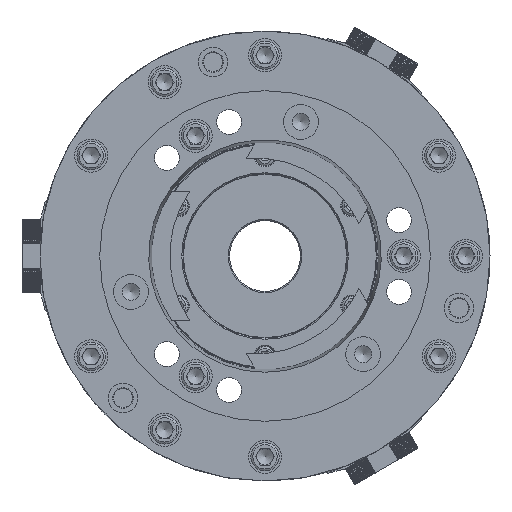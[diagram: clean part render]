
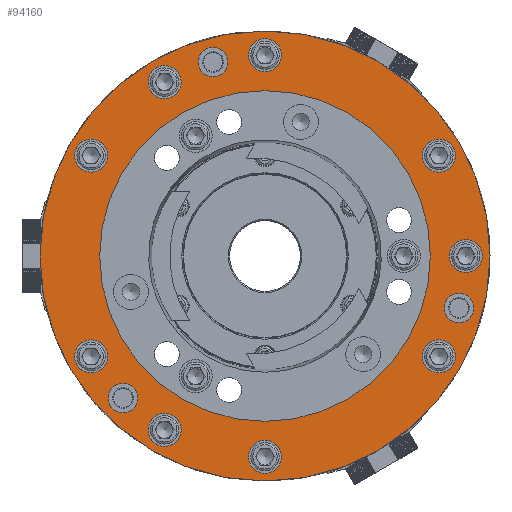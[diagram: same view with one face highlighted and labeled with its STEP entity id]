
A CAD part, left-side view. The second image highlights one B-rep face of the part: STEP entity #94160.
In plain terms, the highlighted planar face has unit normal (-1, 0, 0).
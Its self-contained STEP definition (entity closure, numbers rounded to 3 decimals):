
#30380=ORIENTED_EDGE('',*,*,#54895,.F.);
#30381=ORIENTED_EDGE('',*,*,#54896,.F.);
#30382=ORIENTED_EDGE('',*,*,#54897,.F.);
#30383=ORIENTED_EDGE('',*,*,#54894,.T.);
#30384=ORIENTED_EDGE('',*,*,#54898,.F.);
#30385=ORIENTED_EDGE('',*,*,#54899,.F.);
#30386=ORIENTED_EDGE('',*,*,#54900,.F.);
#30387=ORIENTED_EDGE('',*,*,#54901,.T.);
#30388=ORIENTED_EDGE('',*,*,#54902,.F.);
#30389=ORIENTED_EDGE('',*,*,#54903,.T.);
#30390=ORIENTED_EDGE('',*,*,#54904,.T.);
#30391=ORIENTED_EDGE('',*,*,#54905,.F.);
#30392=ORIENTED_EDGE('',*,*,#54906,.F.);
#30393=ORIENTED_EDGE('',*,*,#54907,.T.);
#54894=EDGE_CURVE('',#67746,#67746,#75729,.T.);
#54895=EDGE_CURVE('',#67747,#67747,#75730,.T.);
#54896=EDGE_CURVE('',#67748,#67748,#75731,.T.);
#54897=EDGE_CURVE('',#67749,#67749,#75732,.T.);
#54898=EDGE_CURVE('',#67750,#67750,#75733,.T.);
#54899=EDGE_CURVE('',#67751,#67751,#75734,.T.);
#54900=EDGE_CURVE('',#67752,#67752,#75735,.T.);
#54901=EDGE_CURVE('',#67753,#67753,#75736,.T.);
#54902=EDGE_CURVE('',#67754,#67754,#75737,.T.);
#54903=EDGE_CURVE('',#67755,#67755,#75738,.T.);
#54904=EDGE_CURVE('',#67756,#67756,#75739,.T.);
#54905=EDGE_CURVE('',#67757,#67757,#75740,.T.);
#54906=EDGE_CURVE('',#67758,#67758,#75741,.T.);
#54907=EDGE_CURVE('',#67759,#67759,#75742,.T.);
#67746=VERTEX_POINT('',#136814);
#67747=VERTEX_POINT('',#136817);
#67748=VERTEX_POINT('',#136819);
#67749=VERTEX_POINT('',#136821);
#67750=VERTEX_POINT('',#136823);
#67751=VERTEX_POINT('',#136825);
#67752=VERTEX_POINT('',#136827);
#67753=VERTEX_POINT('',#136829);
#67754=VERTEX_POINT('',#136831);
#67755=VERTEX_POINT('',#136833);
#67756=VERTEX_POINT('',#136835);
#67757=VERTEX_POINT('',#136837);
#67758=VERTEX_POINT('',#136839);
#67759=VERTEX_POINT('',#136841);
#75729=CIRCLE('',#100410,140.);
#75730=CIRCLE('',#100412,12.5);
#75731=CIRCLE('',#100413,12.5);
#75732=CIRCLE('',#100414,12.5);
#75733=CIRCLE('',#100415,190.5);
#75734=CIRCLE('',#100416,14.);
#75735=CIRCLE('',#100417,14.);
#75736=CIRCLE('',#100418,14.);
#75737=CIRCLE('',#100419,14.);
#75738=CIRCLE('',#100420,14.);
#75739=CIRCLE('',#100421,14.);
#75740=CIRCLE('',#100422,14.);
#75741=CIRCLE('',#100423,14.);
#75742=CIRCLE('',#100424,14.);
#78012=EDGE_LOOP('',(#30380));
#78013=EDGE_LOOP('',(#30381));
#78014=EDGE_LOOP('',(#30382));
#78015=EDGE_LOOP('',(#30383));
#78016=EDGE_LOOP('',(#30384));
#78017=EDGE_LOOP('',(#30385));
#78018=EDGE_LOOP('',(#30386));
#78019=EDGE_LOOP('',(#30387));
#78020=EDGE_LOOP('',(#30388));
#78021=EDGE_LOOP('',(#30389));
#78022=EDGE_LOOP('',(#30390));
#78023=EDGE_LOOP('',(#30391));
#78024=EDGE_LOOP('',(#30392));
#78025=EDGE_LOOP('',(#30393));
#84102=FACE_BOUND('',#78012,.T.);
#84103=FACE_BOUND('',#78013,.T.);
#84104=FACE_BOUND('',#78014,.T.);
#84105=FACE_BOUND('',#78015,.T.);
#84106=FACE_BOUND('',#78016,.T.);
#84107=FACE_BOUND('',#78017,.T.);
#84108=FACE_BOUND('',#78018,.T.);
#84109=FACE_BOUND('',#78019,.T.);
#84110=FACE_BOUND('',#78020,.T.);
#84111=FACE_BOUND('',#78021,.T.);
#84112=FACE_BOUND('',#78022,.T.);
#84113=FACE_BOUND('',#78023,.T.);
#84114=FACE_BOUND('',#78024,.T.);
#84115=FACE_BOUND('',#78025,.T.);
#89410=PLANE('',#100411);
#94160=ADVANCED_FACE('',(#84102,#84103,#84104,#84105,#84106,#84107,#84108,
#84109,#84110,#84111,#84112,#84113,#84114,#84115),#89410,.T.);
#100410=AXIS2_PLACEMENT_3D('',#136813,#110572,#110573);
#100411=AXIS2_PLACEMENT_3D('',#136815,#110574,#110575);
#100412=AXIS2_PLACEMENT_3D('',#136816,#110576,#110577);
#100413=AXIS2_PLACEMENT_3D('',#136818,#110578,#110579);
#100414=AXIS2_PLACEMENT_3D('',#136820,#110580,#110581);
#100415=AXIS2_PLACEMENT_3D('',#136822,#110582,#110583);
#100416=AXIS2_PLACEMENT_3D('',#136824,#110584,#110585);
#100417=AXIS2_PLACEMENT_3D('',#136826,#110586,#110587);
#100418=AXIS2_PLACEMENT_3D('',#136828,#110588,#110589);
#100419=AXIS2_PLACEMENT_3D('',#136830,#110590,#110591);
#100420=AXIS2_PLACEMENT_3D('',#136832,#110592,#110593);
#100421=AXIS2_PLACEMENT_3D('',#136834,#110594,#110595);
#100422=AXIS2_PLACEMENT_3D('',#136836,#110596,#110597);
#100423=AXIS2_PLACEMENT_3D('',#136838,#110598,#110599);
#100424=AXIS2_PLACEMENT_3D('',#136840,#110600,#110601);
#110572=DIRECTION('',(1.,0.,0.));
#110573=DIRECTION('',(0.,0.,-1.));
#110574=DIRECTION('',(-1.,0.,0.));
#110575=DIRECTION('',(0.,0.,1.));
#110576=DIRECTION('',(-1.,0.,0.));
#110577=DIRECTION('',(0.,0.,1.));
#110578=DIRECTION('',(-1.,0.,0.));
#110579=DIRECTION('',(0.,0.,1.));
#110580=DIRECTION('',(-1.,0.,0.));
#110581=DIRECTION('',(0.,0.,1.));
#110582=DIRECTION('',(1.,0.,0.));
#110583=DIRECTION('',(0.,0.,-1.));
#110584=DIRECTION('',(-1.,0.,0.));
#110585=DIRECTION('',(0.,0.,1.));
#110586=DIRECTION('',(-1.,0.,0.));
#110587=DIRECTION('',(0.,0.,1.));
#110588=DIRECTION('',(1.,0.,0.));
#110589=DIRECTION('',(0.,-0.866,0.5));
#110590=DIRECTION('',(-1.,0.,0.));
#110591=DIRECTION('',(0.,0.866,-0.5));
#110592=DIRECTION('',(1.,0.,0.));
#110593=DIRECTION('',(0.,0.866,0.5));
#110594=DIRECTION('',(1.,0.,0.));
#110595=DIRECTION('',(0.,0.866,0.5));
#110596=DIRECTION('',(-1.,0.,0.));
#110597=DIRECTION('',(0.,-0.866,-0.5));
#110598=DIRECTION('',(-1.,0.,0.));
#110599=DIRECTION('',(0.,-0.866,-0.5));
#110600=DIRECTION('',(1.,0.,0.));
#110601=DIRECTION('',(0.,0.,-1.));
#136813=CARTESIAN_POINT('',(-153.,0.,0.));
#136814=CARTESIAN_POINT('',(-153.,0.,-140.));
#136815=CARTESIAN_POINT('',(-153.,95.25,-164.978));
#136816=CARTESIAN_POINT('',(-153.,43.999,164.207));
#136817=CARTESIAN_POINT('',(-153.,43.999,176.707));
#136818=CARTESIAN_POINT('',(-153.,-164.207,-43.999));
#136819=CARTESIAN_POINT('',(-153.,-164.207,-31.499));
#136820=CARTESIAN_POINT('',(-153.,120.208,-120.208));
#136821=CARTESIAN_POINT('',(-153.,120.208,-107.708));
#136822=CARTESIAN_POINT('',(-153.,0.,0.));
#136823=CARTESIAN_POINT('',(-153.,0.,-190.5));
#136824=CARTESIAN_POINT('',(-153.,147.224,-85.));
#136825=CARTESIAN_POINT('',(-153.,147.224,-71.));
#136826=CARTESIAN_POINT('',(-153.,85.,-147.224));
#136827=CARTESIAN_POINT('',(-153.,85.,-133.224));
#136828=CARTESIAN_POINT('',(-153.,0.,-170.));
#136829=CARTESIAN_POINT('',(-153.,-12.124,-163.));
#136830=CARTESIAN_POINT('',(-153.,-147.224,-85.));
#136831=CARTESIAN_POINT('',(-153.,-135.1,-92.));
#136832=CARTESIAN_POINT('',(-153.,-170.,0.));
#136833=CARTESIAN_POINT('',(-153.,-157.876,7.));
#136834=CARTESIAN_POINT('',(-153.,-147.224,85.));
#136835=CARTESIAN_POINT('',(-153.,-135.1,92.));
#136836=CARTESIAN_POINT('',(-153.,0.,170.));
#136837=CARTESIAN_POINT('',(-153.,-12.124,163.));
#136838=CARTESIAN_POINT('',(-153.,85.,147.224));
#136839=CARTESIAN_POINT('',(-153.,72.876,140.224));
#136840=CARTESIAN_POINT('',(-153.,147.224,85.));
#136841=CARTESIAN_POINT('',(-153.,147.224,71.));
